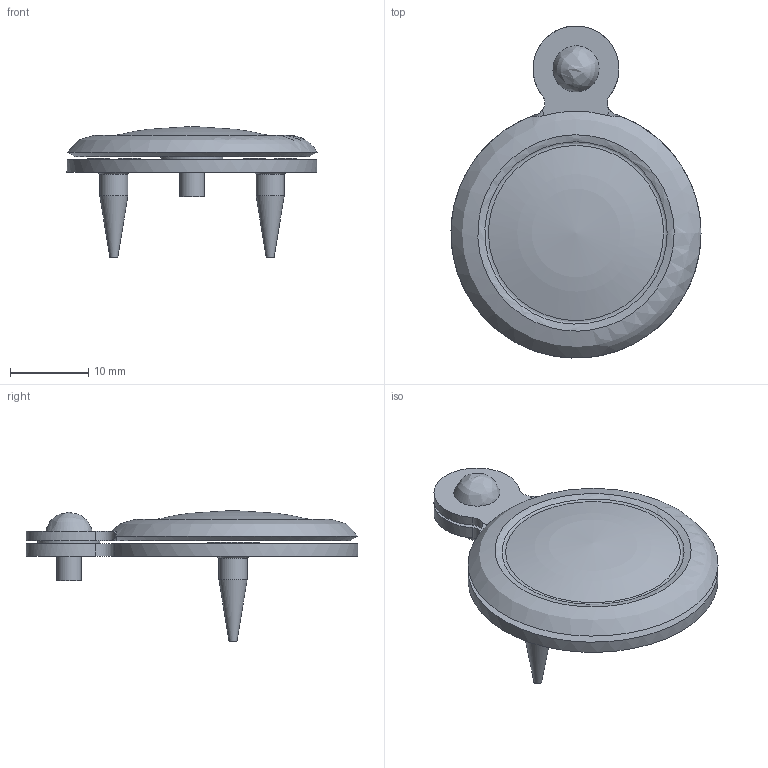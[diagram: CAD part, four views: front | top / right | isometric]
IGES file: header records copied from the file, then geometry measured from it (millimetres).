
Global section: file name: P2395; native system: Autodesk Inventor 2018; preprocessor: unknown; author: ashami; date: 20180911.110601; units: millimetre
Bounding box: 32 x 42.48 x 16.75 mm (x, y, z)
Volume: 2568.5 mm3; surface area: 4393.2 mm2
Topology: 6 solids, 6 shells, 66 faces, 166 edges, 111 vertices
Faces by surface type: bspline 66
